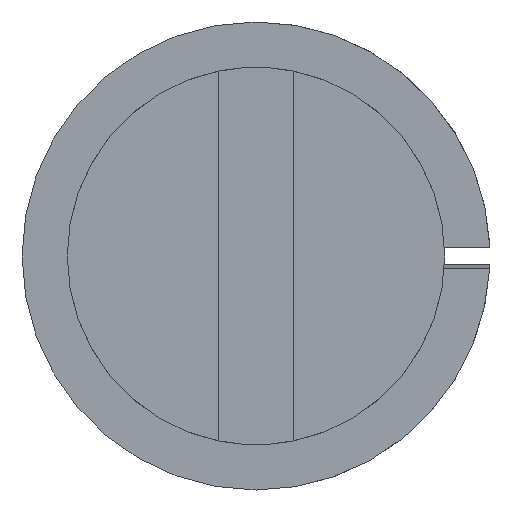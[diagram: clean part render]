
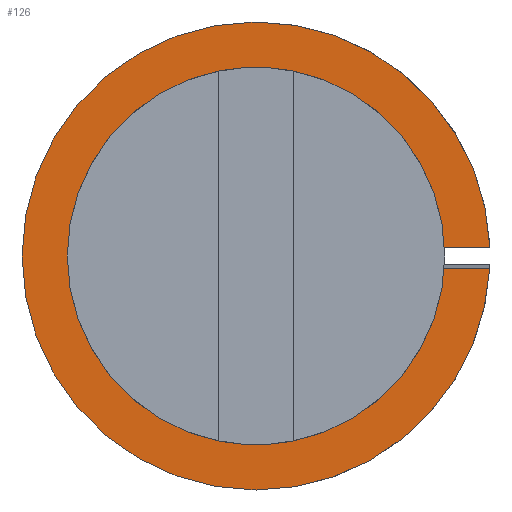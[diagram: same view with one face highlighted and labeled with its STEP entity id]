
A CAD part, front view. The second image highlights one B-rep face of the part: STEP entity #126.
In plain terms, the highlighted planar face has unit normal (0, -1, 0).
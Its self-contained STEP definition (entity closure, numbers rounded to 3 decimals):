
#109=PLANE('',#423);
#126=ADVANCED_FACE('',(#156),#109,.T.);
#156=FACE_OUTER_BOUND('',#172,.T.);
#172=EDGE_LOOP('',(#244,#245,#246,#247,#248,#249,#250,#251));
#195=CIRCLE('',#401,3.1);
#198=CIRCLE('',#407,3.1);
#200=CIRCLE('',#411,1.7);
#202=CIRCLE('',#414,1.7);
#203=CIRCLE('',#419,1.7);
#205=CIRCLE('',#422,3.1);
#244=ORIENTED_EDGE('',*,*,#344,.T.);
#245=ORIENTED_EDGE('',*,*,#347,.F.);
#246=ORIENTED_EDGE('',*,*,#341,.F.);
#247=ORIENTED_EDGE('',*,*,#338,.F.);
#248=ORIENTED_EDGE('',*,*,#346,.T.);
#249=ORIENTED_EDGE('',*,*,#328,.T.);
#250=ORIENTED_EDGE('',*,*,#349,.T.);
#251=ORIENTED_EDGE('',*,*,#334,.T.);
#298=VERTEX_POINT('',#559);
#300=VERTEX_POINT('',#562);
#303=VERTEX_POINT('',#569);
#305=VERTEX_POINT('',#573);
#306=VERTEX_POINT('',#577);
#309=VERTEX_POINT('',#582);
#311=VERTEX_POINT('',#587);
#313=VERTEX_POINT('',#594);
#328=EDGE_CURVE('',#300,#298,#195,.T.);
#334=EDGE_CURVE('',#303,#305,#198,.T.);
#338=EDGE_CURVE('',#309,#306,#200,.T.);
#341=EDGE_CURVE('',#306,#311,#202,.T.);
#344=EDGE_CURVE('',#305,#313,#373,.T.);
#346=EDGE_CURVE('',#309,#300,#375,.T.);
#347=EDGE_CURVE('',#311,#313,#203,.T.);
#349=EDGE_CURVE('',#298,#303,#205,.T.);
#373=LINE('',#595,#389);
#375=LINE('',#598,#391);
#389=VECTOR('',#486,1.);
#391=VECTOR('',#490,1.);
#401=AXIS2_PLACEMENT_3D('',#561,#450,#451);
#407=AXIS2_PLACEMENT_3D('',#574,#463,#464);
#411=AXIS2_PLACEMENT_3D('',#583,#472,#473);
#414=AXIS2_PLACEMENT_3D('',#589,#479,#480);
#419=AXIS2_PLACEMENT_3D('',#600,#493,#494);
#422=AXIS2_PLACEMENT_3D('',#603,#499,#500);
#423=AXIS2_PLACEMENT_3D('',#604,#501,#502);
#450=DIRECTION('',(0.,-1.,0.));
#451=DIRECTION('',(0.,0.,-1.));
#463=DIRECTION('',(0.,-1.,0.));
#464=DIRECTION('',(0.,0.,-1.));
#472=DIRECTION('',(0.,-1.,0.));
#473=DIRECTION('',(0.,0.,-1.));
#479=DIRECTION('',(0.,-1.,0.));
#480=DIRECTION('',(0.,0.,-1.));
#486=DIRECTION('',(-1.,0.,0.));
#490=DIRECTION('',(1.,0.,0.));
#493=DIRECTION('',(0.,-1.,0.));
#494=DIRECTION('',(0.,0.,-1.));
#499=DIRECTION('',(0.,-1.,0.));
#500=DIRECTION('',(0.,0.,-1.));
#501=DIRECTION('',(0.,-1.,0.));
#502=DIRECTION('',(0.,0.,1.));
#559=CARTESIAN_POINT('',(0.001,12.606,3.1));
#561=CARTESIAN_POINT('',(0.001,12.606,0.));
#562=CARTESIAN_POINT('',(3.099,12.606,0.111));
#569=CARTESIAN_POINT('',(0.001,12.606,-3.1));
#573=CARTESIAN_POINT('',(3.096,12.606,-0.169));
#574=CARTESIAN_POINT('',(0.001,12.606,0.));
#577=CARTESIAN_POINT('',(0.001,12.606,1.7));
#582=CARTESIAN_POINT('',(1.697,12.606,0.111));
#583=CARTESIAN_POINT('',(0.001,12.606,0.));
#587=CARTESIAN_POINT('',(0.001,12.606,-1.7));
#589=CARTESIAN_POINT('',(0.001,12.606,0.));
#594=CARTESIAN_POINT('',(1.693,12.606,-0.169));
#595=CARTESIAN_POINT('',(0.001,12.606,-0.169));
#598=CARTESIAN_POINT('',(0.001,12.606,0.111));
#600=CARTESIAN_POINT('',(0.001,12.606,0.));
#603=CARTESIAN_POINT('',(0.001,12.606,0.));
#604=CARTESIAN_POINT('',(0.001,12.606,-2.4));
